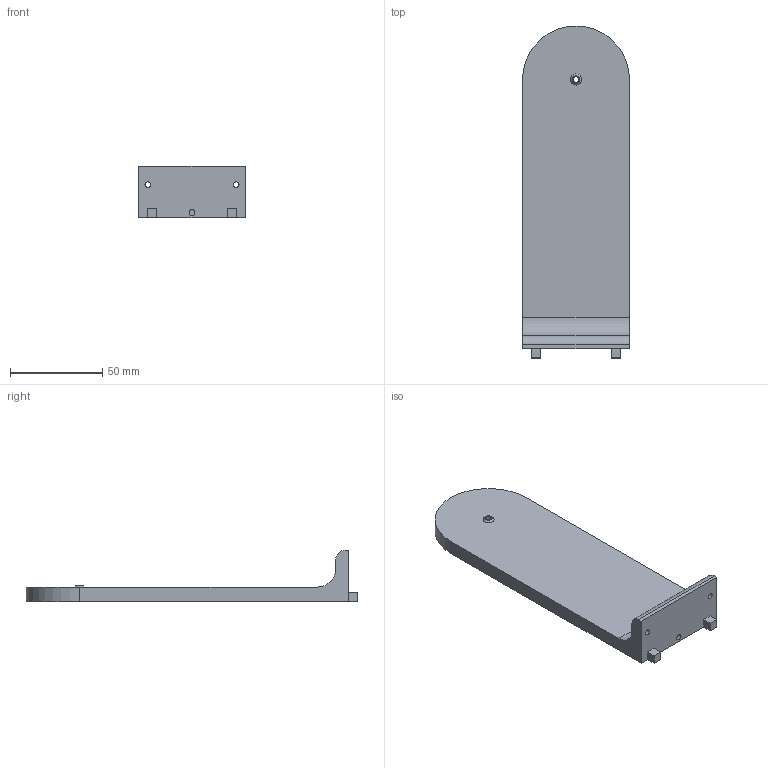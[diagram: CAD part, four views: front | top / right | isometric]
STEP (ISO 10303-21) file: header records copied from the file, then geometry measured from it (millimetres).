
FILE_DESCRIPTION(/* description */ (''),/* implementation_level */ '2;1');
FILE_NAME(/* name */ 'PTZ - Other side v6.step',/* time_stamp */ '2020-12-13T18:32:55+00:00',/* author */ (''),/* organization */ (''),/* preprocessor_version */ 'ST-DEVELOPER v18.1',/* originating_system */ 'Autodesk Translation Framework v9.7.0.1280',/* authorisation */ '');
FILE_SCHEMA (('AUTOMOTIVE_DESIGN { 1 0 10303 214 3 1 1 }'));
Length unit declared in the file: millimetre
Products named in the file (1): PTZ - Other side
Bounding box: 58 x 180 x 28 mm (x, y, z)
Volume: 87332.5 mm3; surface area: 25919.7 mm2
Topology: 1 solids, 1 shells, 31 faces, 82 edges, 54 vertices
Faces by surface type: plane 22, cylinder 8, cone 1
Full cylindrical faces by diameter (mm): 3 x3, 3.2 x2
Entity records: 1037 total; most frequent: CARTESIAN_POINT 202, ORIENTED_EDGE 164, DIRECTION 162, EDGE_CURVE 82, LINE 62, VECTOR 62, VERTEX_POINT 54, AXIS2_PLACEMENT_3D 50
